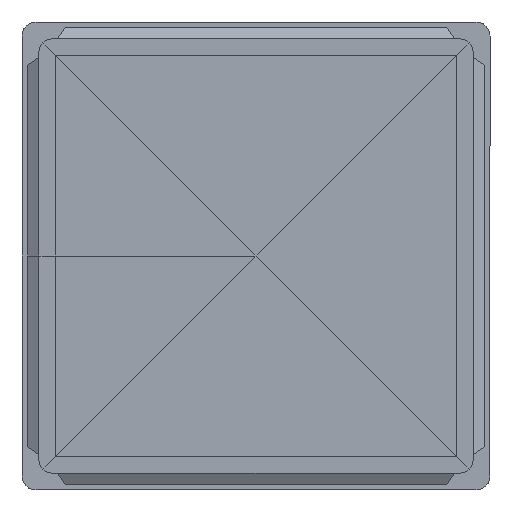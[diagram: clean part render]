
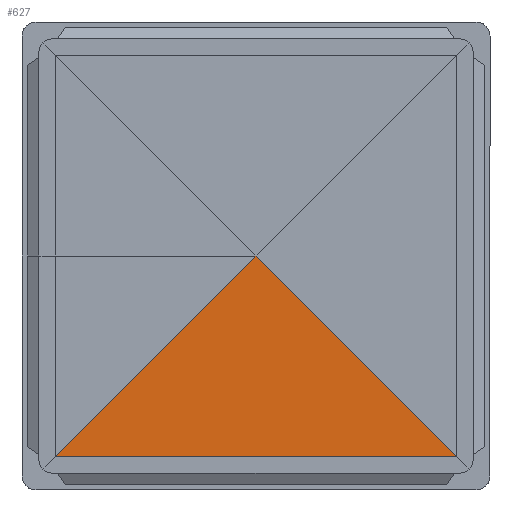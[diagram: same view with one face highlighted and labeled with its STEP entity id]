
A CAD part, front view. The second image highlights one B-rep face of the part: STEP entity #627.
In plain terms, the highlighted planar face has unit normal (0, -1, 0).
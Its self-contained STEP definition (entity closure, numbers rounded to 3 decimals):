
#87 = DIRECTION ( 'NONE',  ( 0., 0., 1. ) ) ;
#89 = LINE ( 'NONE', #337, #1548 ) ;
#337 = CARTESIAN_POINT ( 'NONE',  ( -48.575, 10.018, -48.575 ) ) ;
#400 = DIRECTION ( 'NONE',  ( 1., 0., 0. ) ) ;
#415 = LINE ( 'NONE', #3111, #1355 ) ;
#456 = CIRCLE ( 'NONE', #1621, 0.5 ) ;
#460 = ORIENTED_EDGE ( 'NONE', *, *, #1849, .F. ) ;
#539 = ORIENTED_EDGE ( 'NONE', *, *, #1834, .T. ) ;
#550 = CARTESIAN_POINT ( 'NONE',  ( -54.35, 10.018, -42.8 ) ) ;
#627 = ADVANCED_FACE ( 'NONE', ( #798 ), #1802, .F. ) ;
#645 = DIRECTION ( 'NONE',  ( 0.707, 0., -0.707 ) ) ;
#773 = AXIS2_PLACEMENT_3D ( 'NONE', #1093, #2085, #1610 ) ;
#798 = FACE_OUTER_BOUND ( 'NONE', #1465, .T. ) ;
#918 = ORIENTED_EDGE ( 'NONE', *, *, #2843, .T. ) ;
#1083 = CARTESIAN_POINT ( 'NONE',  ( 42.3, 10.018, -42.8 ) ) ;
#1093 = CARTESIAN_POINT ( 'NONE',  ( -42.3, 10.018, -42.3 ) ) ;
#1308 = DIRECTION ( 'NONE',  ( 0., 1., 0. ) ) ;
#1312 = CARTESIAN_POINT ( 'NONE',  ( -42.3, 10.018, -42.8 ) ) ;
#1328 = AXIS2_PLACEMENT_3D ( 'NONE', #550, #1308, #87 ) ;
#1355 = VECTOR ( 'NONE', #645, 1000. ) ;
#1397 = VERTEX_POINT ( 'NONE', #1312 ) ;
#1434 = VERTEX_POINT ( 'NONE', #1083 ) ;
#1451 = CARTESIAN_POINT ( 'NONE',  ( -54.35, 10.018, -42.8 ) ) ;
#1465 = EDGE_LOOP ( 'NONE', ( #2554, #539, #460, #918, #3237 ) ) ;
#1548 = VECTOR ( 'NONE', #2564, 1000. ) ;
#1610 = DIRECTION ( 'NONE',  ( 0., 0., 1. ) ) ;
#1621 = AXIS2_PLACEMENT_3D ( 'NONE', #2929, #2682, #2440 ) ;
#1665 = CARTESIAN_POINT ( 'NONE',  ( 42.654, 10.018, -42.654 ) ) ;
#1694 = EDGE_CURVE ( 'NONE', #3190, #1397, #2177, .T. ) ;
#1699 = LINE ( 'NONE', #1451, #3117 ) ;
#1802 = PLANE ( 'NONE',  #1328 ) ;
#1806 = EDGE_CURVE ( 'NONE', #1397, #1434, #1699, .T. ) ;
#1834 = EDGE_CURVE ( 'NONE', #1434, #2571, #456, .T. ) ;
#1849 = EDGE_CURVE ( 'NONE', #2492, #2571, #415, .T. ) ;
#2085 = DIRECTION ( 'NONE',  ( 0., -1., 0. ) ) ;
#2177 = CIRCLE ( 'NONE', #773, 0.5 ) ;
#2440 = DIRECTION ( 'NONE',  ( 0., 0., 1. ) ) ;
#2492 = VERTEX_POINT ( 'NONE', #2645 ) ;
#2554 = ORIENTED_EDGE ( 'NONE', *, *, #1806, .T. ) ;
#2564 = DIRECTION ( 'NONE',  ( -0.707, 0., -0.707 ) ) ;
#2571 = VERTEX_POINT ( 'NONE', #1665 ) ;
#2645 = CARTESIAN_POINT ( 'NONE',  ( 0., 10.018, 0. ) ) ;
#2682 = DIRECTION ( 'NONE',  ( 0., -1., 0. ) ) ;
#2843 = EDGE_CURVE ( 'NONE', #2492, #3190, #89, .T. ) ;
#2929 = CARTESIAN_POINT ( 'NONE',  ( 42.3, 10.018, -42.3 ) ) ;
#3062 = CARTESIAN_POINT ( 'NONE',  ( -42.654, 10.018, -42.654 ) ) ;
#3111 = CARTESIAN_POINT ( 'NONE',  ( -5.775, 10.018, 5.775 ) ) ;
#3117 = VECTOR ( 'NONE', #400, 1000. ) ;
#3190 = VERTEX_POINT ( 'NONE', #3062 ) ;
#3237 = ORIENTED_EDGE ( 'NONE', *, *, #1694, .T. ) ;
